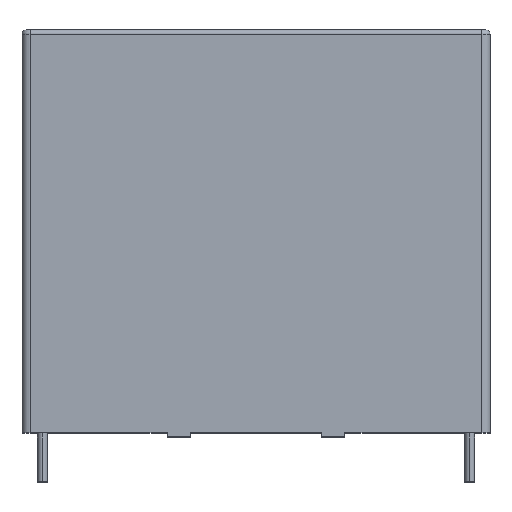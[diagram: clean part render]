
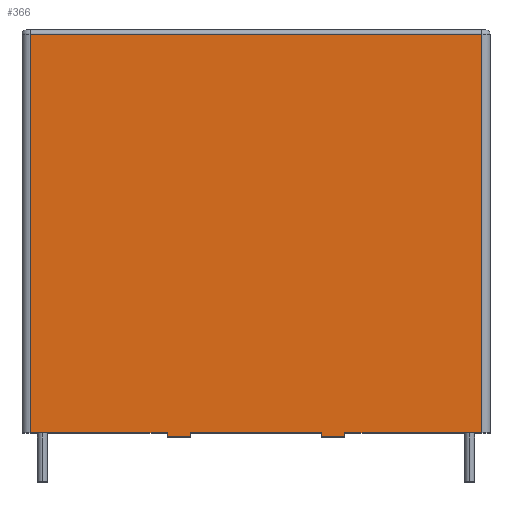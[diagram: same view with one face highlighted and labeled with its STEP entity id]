
A CAD part, top view. The second image highlights one B-rep face of the part: STEP entity #366.
In plain terms, the highlighted planar face has unit normal (0, 0, 1).
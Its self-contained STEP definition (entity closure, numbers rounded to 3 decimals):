
#4 = CARTESIAN_POINT ( 'NONE',  ( 27.75, 0.5, 17.5 ) ) ;
#5 = EDGE_CURVE ( 'NONE', #806, #119, #452, .T. ) ;
#23 = AXIS2_PLACEMENT_3D ( 'NONE', #726, #143, #1471 ) ;
#28 = DIRECTION ( 'NONE',  ( 0., 1., 0. ) ) ;
#43 = LINE ( 'NONE', #1351, #793 ) ;
#46 = LINE ( 'NONE', #779, #863 ) ;
#55 = DIRECTION ( 'NONE',  ( 0., -1., 0. ) ) ;
#96 = ORIENTED_EDGE ( 'NONE', *, *, #1487, .T. ) ;
#119 = VERTEX_POINT ( 'NONE', #680 ) ;
#131 = DIRECTION ( 'NONE',  ( 1., 0., 0. ) ) ;
#135 = VECTOR ( 'NONE', #1311, 1000. ) ;
#143 = DIRECTION ( 'NONE',  ( 0., 0., -1. ) ) ;
#155 = VECTOR ( 'NONE', #1407, 1000. ) ;
#165 = CARTESIAN_POINT ( 'NONE',  ( -28.75, 49.5, 17.5 ) ) ;
#217 = VERTEX_POINT ( 'NONE', #1294 ) ;
#226 = DIRECTION ( 'NONE',  ( -1., 0., 0. ) ) ;
#237 = VECTOR ( 'NONE', #792, 1000. ) ;
#244 = EDGE_CURVE ( 'NONE', #1256, #217, #931, .T. ) ;
#259 = VERTEX_POINT ( 'NONE', #1538 ) ;
#278 = LINE ( 'NONE', #165, #1236 ) ;
#324 = EDGE_CURVE ( 'NONE', #886, #259, #1358, .T. ) ;
#334 = CARTESIAN_POINT ( 'NONE',  ( -10.92, 0.5, 17.5 ) ) ;
#338 = VERTEX_POINT ( 'NONE', #4 ) ;
#355 = ORIENTED_EDGE ( 'NONE', *, *, #244, .T. ) ;
#366 = ADVANCED_FACE ( 'NONE', ( #989 ), #508, .F. ) ;
#403 = LINE ( 'NONE', #885, #1334 ) ;
#407 = CARTESIAN_POINT ( 'NONE',  ( 0., 0.5, 17.5 ) ) ;
#424 = CARTESIAN_POINT ( 'NONE',  ( 0., 0.5, 17.5 ) ) ;
#425 = VECTOR ( 'NONE', #1326, 1000. ) ;
#432 = CARTESIAN_POINT ( 'NONE',  ( -28.75, 0., 17.5 ) ) ;
#452 = LINE ( 'NONE', #585, #757 ) ;
#479 = LINE ( 'NONE', #838, #425 ) ;
#508 = PLANE ( 'NONE',  #23 ) ;
#525 = ORIENTED_EDGE ( 'NONE', *, *, #560, .T. ) ;
#560 = EDGE_CURVE ( 'NONE', #622, #1466, #479, .T. ) ;
#582 = CARTESIAN_POINT ( 'NONE',  ( 27.75, 49.5, 17.5 ) ) ;
#585 = CARTESIAN_POINT ( 'NONE',  ( -8.051, 0.5, 17.5 ) ) ;
#603 = CARTESIAN_POINT ( 'NONE',  ( 10.92, 0.5, 17.5 ) ) ;
#622 = VERTEX_POINT ( 'NONE', #831 ) ;
#625 = VERTEX_POINT ( 'NONE', #1003 ) ;
#652 = DIRECTION ( 'NONE',  ( -1., 0., 0. ) ) ;
#656 = ORIENTED_EDGE ( 'NONE', *, *, #1183, .T. ) ;
#680 = CARTESIAN_POINT ( 'NONE',  ( -8.051, 0., 17.5 ) ) ;
#697 = EDGE_CURVE ( 'NONE', #338, #1271, #46, .T. ) ;
#701 = VECTOR ( 'NONE', #131, 1000. ) ;
#726 = CARTESIAN_POINT ( 'NONE',  ( -28.75, 50., 17.5 ) ) ;
#745 = CARTESIAN_POINT ( 'NONE',  ( -10.92, 0.5, 17.5 ) ) ;
#757 = VECTOR ( 'NONE', #1078, 1000. ) ;
#759 = VECTOR ( 'NONE', #226, 1000. ) ;
#779 = CARTESIAN_POINT ( 'NONE',  ( 27.75, 50., 17.5 ) ) ;
#792 = DIRECTION ( 'NONE',  ( -1., 0., 0. ) ) ;
#793 = VECTOR ( 'NONE', #55, 1000. ) ;
#806 = VERTEX_POINT ( 'NONE', #1248 ) ;
#831 = CARTESIAN_POINT ( 'NONE',  ( -27.75, 49.5, 17.5 ) ) ;
#834 = EDGE_LOOP ( 'NONE', ( #355, #1571, #1272, #1041, #656, #525, #993, #1376, #1064, #1072, #867, #96 ) ) ;
#838 = CARTESIAN_POINT ( 'NONE',  ( -27.75, 50., 17.5 ) ) ;
#846 = CARTESIAN_POINT ( 'NONE',  ( -28.75, 0., 17.5 ) ) ;
#863 = VECTOR ( 'NONE', #28, 1000. ) ;
#867 = ORIENTED_EDGE ( 'NONE', *, *, #1418, .F. ) ;
#885 = CARTESIAN_POINT ( 'NONE',  ( 10.92, 0.5, 17.5 ) ) ;
#886 = VERTEX_POINT ( 'NONE', #334 ) ;
#931 = LINE ( 'NONE', #432, #155 ) ;
#936 = LINE ( 'NONE', #1529, #135 ) ;
#953 = EDGE_CURVE ( 'NONE', #338, #1589, #1523, .T. ) ;
#989 = FACE_OUTER_BOUND ( 'NONE', #834, .T. ) ;
#993 = ORIENTED_EDGE ( 'NONE', *, *, #1582, .F. ) ;
#1003 = CARTESIAN_POINT ( 'NONE',  ( 8.051, 0.5, 17.5 ) ) ;
#1040 = EDGE_CURVE ( 'NONE', #259, #119, #1441, .T. ) ;
#1041 = ORIENTED_EDGE ( 'NONE', *, *, #697, .T. ) ;
#1064 = ORIENTED_EDGE ( 'NONE', *, *, #1040, .T. ) ;
#1072 = ORIENTED_EDGE ( 'NONE', *, *, #5, .F. ) ;
#1078 = DIRECTION ( 'NONE',  ( 0., -1., 0. ) ) ;
#1110 = DIRECTION ( 'NONE',  ( 0., -1., 0. ) ) ;
#1135 = DIRECTION ( 'NONE',  ( 0., -1., 0. ) ) ;
#1161 = EDGE_CURVE ( 'NONE', #1589, #217, #403, .T. ) ;
#1183 = EDGE_CURVE ( 'NONE', #1271, #622, #278, .T. ) ;
#1189 = VECTOR ( 'NONE', #1110, 1000. ) ;
#1236 = VECTOR ( 'NONE', #652, 1000. ) ;
#1248 = CARTESIAN_POINT ( 'NONE',  ( -8.051, 0.5, 17.5 ) ) ;
#1256 = VERTEX_POINT ( 'NONE', #1401 ) ;
#1263 = CARTESIAN_POINT ( 'NONE',  ( -27.75, 0.5, 17.5 ) ) ;
#1271 = VERTEX_POINT ( 'NONE', #582 ) ;
#1272 = ORIENTED_EDGE ( 'NONE', *, *, #953, .F. ) ;
#1294 = CARTESIAN_POINT ( 'NONE',  ( 10.92, 0., 17.5 ) ) ;
#1311 = DIRECTION ( 'NONE',  ( -1., 0., 0. ) ) ;
#1326 = DIRECTION ( 'NONE',  ( 0., -1., 0. ) ) ;
#1334 = VECTOR ( 'NONE', #1135, 1000. ) ;
#1351 = CARTESIAN_POINT ( 'NONE',  ( 8.051, 0.5, 17.5 ) ) ;
#1358 = LINE ( 'NONE', #745, #1189 ) ;
#1376 = ORIENTED_EDGE ( 'NONE', *, *, #324, .T. ) ;
#1401 = CARTESIAN_POINT ( 'NONE',  ( 8.051, 0., 17.5 ) ) ;
#1407 = DIRECTION ( 'NONE',  ( 1., 0., 0. ) ) ;
#1418 = EDGE_CURVE ( 'NONE', #625, #806, #1515, .T. ) ;
#1441 = LINE ( 'NONE', #846, #701 ) ;
#1466 = VERTEX_POINT ( 'NONE', #1263 ) ;
#1471 = DIRECTION ( 'NONE',  ( -1., 0., 0. ) ) ;
#1487 = EDGE_CURVE ( 'NONE', #625, #1256, #43, .T. ) ;
#1515 = LINE ( 'NONE', #407, #237 ) ;
#1523 = LINE ( 'NONE', #424, #759 ) ;
#1529 = CARTESIAN_POINT ( 'NONE',  ( 0., 0.5, 17.5 ) ) ;
#1538 = CARTESIAN_POINT ( 'NONE',  ( -10.92, 0., 17.5 ) ) ;
#1571 = ORIENTED_EDGE ( 'NONE', *, *, #1161, .F. ) ;
#1582 = EDGE_CURVE ( 'NONE', #886, #1466, #936, .T. ) ;
#1589 = VERTEX_POINT ( 'NONE', #603 ) ;
